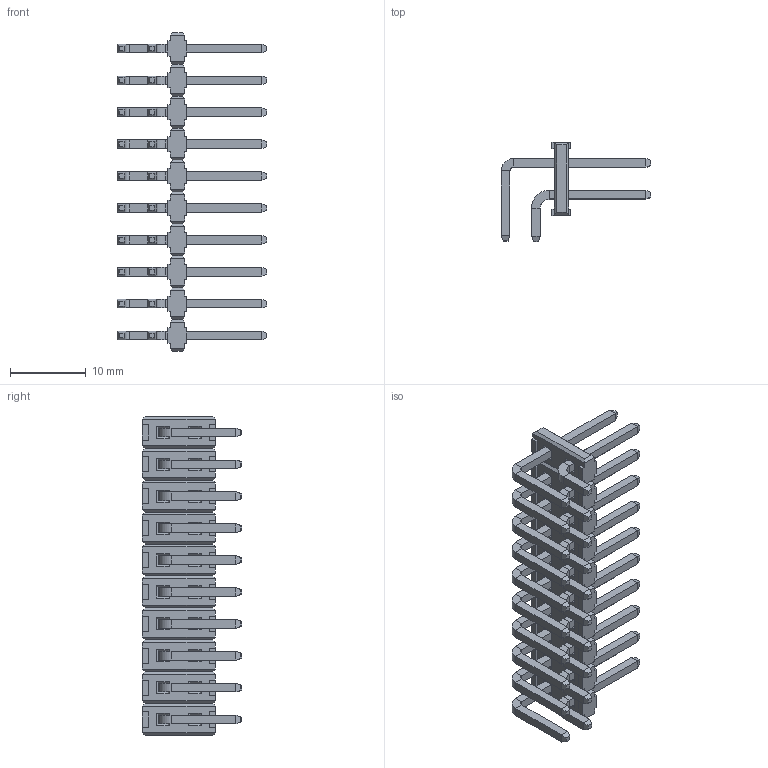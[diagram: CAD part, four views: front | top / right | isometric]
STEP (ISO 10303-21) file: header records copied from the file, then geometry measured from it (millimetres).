
FILE_DESCRIPTION( ('This file contains a STEP AP42 implementation' ,'as created by ZW3D STEP Interface translator.') ,'2;1' );
FILE_NAME( '1C25-12XXXXR205XX.stp' ,'23 320.17 557', (''), ('ZWCAD Software Co.'), 'Version 1.0', 'ZW3D to STEP translator', '' );
FILE_SCHEMA(('AUTOMOTIVE_DESIGN { 1 0 10303 214 1 1 1 1 }'));
Length unit declared in the file: millimetre
Products named in the file (2): 0; 1C25-1216SNR205T1
Bounding box: 19.68 x 13.05 x 42 mm (x, y, z)
Volume: 1333.5 mm3; surface area: 3647.2 mm2
Topology: 30 solids, 30 shells, 980 faces, 2200 edges, 1280 vertices
Faces by surface type: plane 940, cylinder 40
Entity records: 27043 total; most frequent: CARTESIAN_POINT 4461, ORIENTED_EDGE 4400, DIRECTION 4242, EDGE_CURVE 2200, VECTOR 2120, LINE 2120, VERTEX_POINT 1280, AXIS2_PLACEMENT_3D 1061
